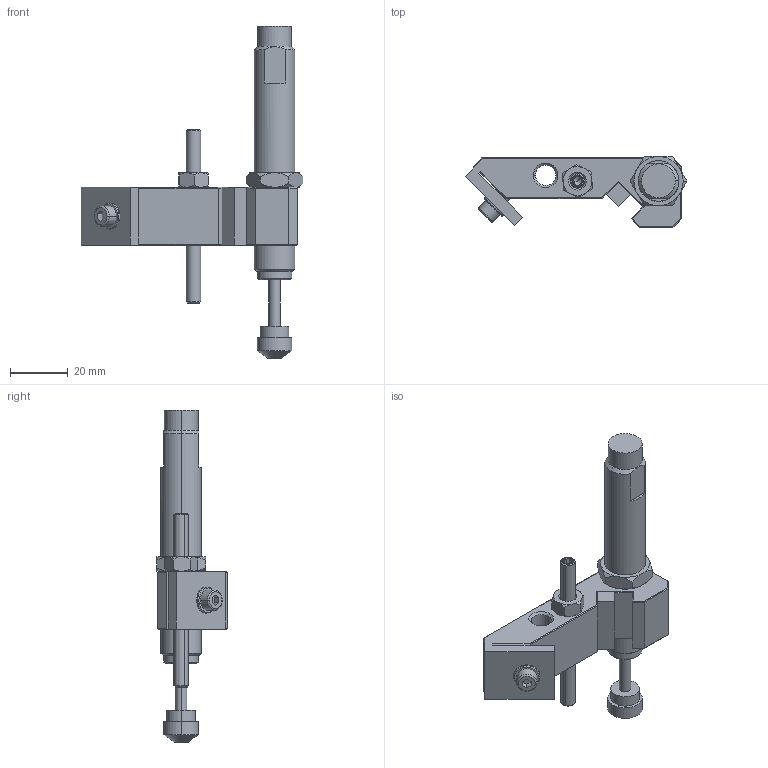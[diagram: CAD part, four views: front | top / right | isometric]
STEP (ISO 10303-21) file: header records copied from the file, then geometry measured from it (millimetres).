
FILE_DESCRIPTION(( 'AS-25A.STEP' ), '1');
FILE_NAME( 'AS-25A.STEP', '2021-05-17T09:48:09',( 'Sopra'),('sopra-pneumatic.com'), 'SwSTEP 2.0','SolidWorks 2009','' );
FILE_SCHEMA (( 'CONFIG_CONTROL_DESIGN' ));
Length unit declared in the file: millimetre
Products named in the file (6): 1258-0000_Modell_Halter Anschlag AS 25 verstellbar; Kontermutter M14x1,5; SC 190 EUM_Sto�d�mpfer; Gewindestift M6x60 DIN 913; 1258-0000_Modell_AS25 verstellbar; Mutter M6 DIN934
Assembly tree (5 placements, depth 2):
  1258-0000_Modell_AS25 verstellbar
    1258-0000_Modell_Halter Anschlag AS 25 verstellbar
    Gewindestift M6x60 DIN 913
    Mutter M6 DIN934
    SC 190 EUM_Sto�d�mpfer
    Kontermutter M14x1,5
Bounding box: 76.64 x 24.5 x 114.7 mm (x, y, z)
Volume: 36334.9 mm3; surface area: 15165.5 mm2
Topology: 5 solids, 6 shells, 224 faces, 515 edges, 310 vertices
Faces by surface type: plane 112, cone 72, cylinder 36, torus 2, bspline 2
Entity records: 7215 total; most frequent: CARTESIAN_POINT 1543, DIRECTION 1070, ORIENTED_EDGE 1026, EDGE_CURVE 513, AXIS2_PLACEMENT_3D 394, VERTEX_POINT 310, LINE 282, VECTOR 282
